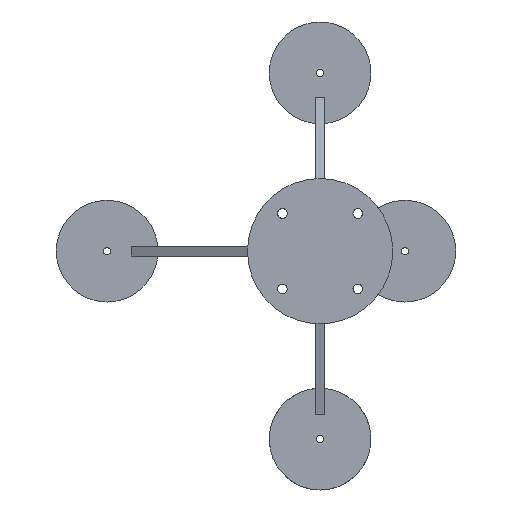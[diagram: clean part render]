
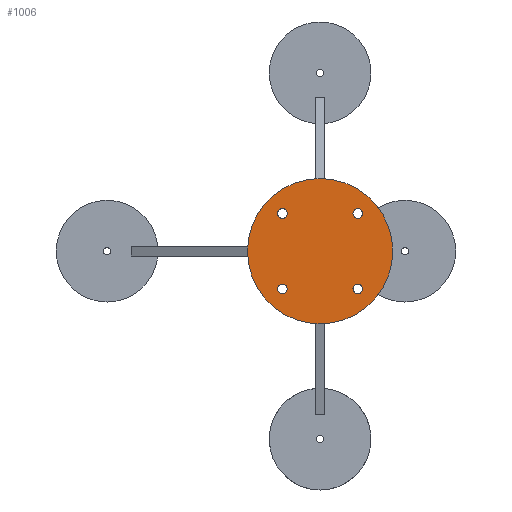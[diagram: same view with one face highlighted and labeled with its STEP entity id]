
A CAD part, front view. The second image highlights one B-rep face of the part: STEP entity #1006.
In plain terms, the highlighted planar face has unit normal (0, -1, 0).
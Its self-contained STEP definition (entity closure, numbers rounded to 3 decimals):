
#24 = CARTESIAN_POINT ( 'NONE',  ( 0., 0., 0. ) ) ;
#25 = EDGE_LOOP ( 'NONE', ( #558, #1551 ) ) ;
#58 = ORIENTED_EDGE ( 'NONE', *, *, #255, .F. ) ;
#70 = CARTESIAN_POINT ( 'NONE',  ( 7.778, 0., -6.778 ) ) ;
#103 = CARTESIAN_POINT ( 'NONE',  ( -7.778, 0., -7.778 ) ) ;
#113 = EDGE_LOOP ( 'NONE', ( #58, #1072 ) ) ;
#120 = FACE_OUTER_BOUND ( 'NONE', #113, .T. ) ;
#127 = FACE_BOUND ( 'NONE', #233, .T. ) ;
#133 = CARTESIAN_POINT ( 'NONE',  ( 7.778, 0., 8.778 ) ) ;
#174 = DIRECTION ( 'NONE',  ( 0., 1., 0. ) ) ;
#176 = AXIS2_PLACEMENT_3D ( 'NONE', #1364, #240, #1245 ) ;
#187 = AXIS2_PLACEMENT_3D ( 'NONE', #24, #1592, #592 ) ;
#199 = CIRCLE ( 'NONE', #1398, 1. ) ;
#209 = CIRCLE ( 'NONE', #266, 1. ) ;
#210 = VERTEX_POINT ( 'NONE', #983 ) ;
#233 = EDGE_LOOP ( 'NONE', ( #1480, #804 ) ) ;
#240 = DIRECTION ( 'NONE',  ( 0., 1., 0. ) ) ;
#241 = CIRCLE ( 'NONE', #480, 1. ) ;
#247 = CARTESIAN_POINT ( 'NONE',  ( 7.778, 0., -7.778 ) ) ;
#253 = DIRECTION ( 'NONE',  ( 0., 0., 1. ) ) ;
#255 = EDGE_CURVE ( 'NONE', #265, #1715, #980, .T. ) ;
#259 = FACE_BOUND ( 'NONE', #1312, .T. ) ;
#265 = VERTEX_POINT ( 'NONE', #1163 ) ;
#266 = AXIS2_PLACEMENT_3D ( 'NONE', #1577, #174, #1296 ) ;
#270 = AXIS2_PLACEMENT_3D ( 'NONE', #103, #951, #1809 ) ;
#347 = EDGE_LOOP ( 'NONE', ( #914, #1467 ) ) ;
#404 = ORIENTED_EDGE ( 'NONE', *, *, #1803, .T. ) ;
#424 = CARTESIAN_POINT ( 'NONE',  ( -7.778, 0., 7.778 ) ) ;
#440 = EDGE_CURVE ( 'NONE', #1437, #607, #209, .T. ) ;
#480 = AXIS2_PLACEMENT_3D ( 'NONE', #946, #1504, #733 ) ;
#484 = ORIENTED_EDGE ( 'NONE', *, *, #440, .T. ) ;
#486 = VERTEX_POINT ( 'NONE', #801 ) ;
#515 = AXIS2_PLACEMENT_3D ( 'NONE', #523, #936, #1643 ) ;
#516 = EDGE_CURVE ( 'NONE', #1020, #486, #1288, .T. ) ;
#523 = CARTESIAN_POINT ( 'NONE',  ( 7.778, 0., 7.778 ) ) ;
#543 = CIRCLE ( 'NONE', #1260, 1. ) ;
#557 = EDGE_CURVE ( 'NONE', #1715, #265, #1517, .T. ) ;
#558 = ORIENTED_EDGE ( 'NONE', *, *, #1685, .T. ) ;
#561 = DIRECTION ( 'NONE',  ( 0., 1., 0. ) ) ;
#589 = CARTESIAN_POINT ( 'NONE',  ( -7.778, 0., -6.778 ) ) ;
#592 = DIRECTION ( 'NONE',  ( 0., 0., 1. ) ) ;
#607 = VERTEX_POINT ( 'NONE', #649 ) ;
#630 = VERTEX_POINT ( 'NONE', #1387 ) ;
#649 = CARTESIAN_POINT ( 'NONE',  ( -7.778, 0., 6.778 ) ) ;
#686 = CIRCLE ( 'NONE', #270, 1. ) ;
#695 = CARTESIAN_POINT ( 'NONE',  ( 0., 0., 0. ) ) ;
#698 = DIRECTION ( 'NONE',  ( 0., 1., 0. ) ) ;
#719 = CIRCLE ( 'NONE', #1751, 1. ) ;
#726 = EDGE_CURVE ( 'NONE', #486, #1020, #719, .T. ) ;
#733 = DIRECTION ( 'NONE',  ( 0., 0., 1. ) ) ;
#801 = CARTESIAN_POINT ( 'NONE',  ( 7.778, 0., 6.778 ) ) ;
#804 = ORIENTED_EDGE ( 'NONE', *, *, #1677, .T. ) ;
#914 = ORIENTED_EDGE ( 'NONE', *, *, #726, .T. ) ;
#936 = DIRECTION ( 'NONE',  ( 0., 1., 0. ) ) ;
#937 = CARTESIAN_POINT ( 'NONE',  ( 0., 0., 15. ) ) ;
#945 = CARTESIAN_POINT ( 'NONE',  ( 0., 0., 0. ) ) ;
#946 = CARTESIAN_POINT ( 'NONE',  ( -7.778, 0., -7.778 ) ) ;
#951 = DIRECTION ( 'NONE',  ( 0., 1., 0. ) ) ;
#980 = CIRCLE ( 'NONE', #187, 15. ) ;
#983 = CARTESIAN_POINT ( 'NONE',  ( -7.778, 0., -8.778 ) ) ;
#1006 = ADVANCED_FACE ( 'NONE', ( #120, #1524, #127, #259, #1670 ), #1105, .F. ) ;
#1020 = VERTEX_POINT ( 'NONE', #133 ) ;
#1072 = ORIENTED_EDGE ( 'NONE', *, *, #557, .F. ) ;
#1088 = AXIS2_PLACEMENT_3D ( 'NONE', #695, #561, #1248 ) ;
#1105 = PLANE ( 'NONE',  #1088 ) ;
#1110 = AXIS2_PLACEMENT_3D ( 'NONE', #945, #1652, #253 ) ;
#1130 = CARTESIAN_POINT ( 'NONE',  ( 7.778, 0., 7.778 ) ) ;
#1148 = DIRECTION ( 'NONE',  ( 0., 0., 1. ) ) ;
#1163 = CARTESIAN_POINT ( 'NONE',  ( 0., 0., -15. ) ) ;
#1245 = DIRECTION ( 'NONE',  ( 0., 0., 1. ) ) ;
#1248 = DIRECTION ( 'NONE',  ( 0., 0., 1. ) ) ;
#1260 = AXIS2_PLACEMENT_3D ( 'NONE', #247, #1667, #1662 ) ;
#1288 = CIRCLE ( 'NONE', #515, 1. ) ;
#1296 = DIRECTION ( 'NONE',  ( 0., 0., 1. ) ) ;
#1312 = EDGE_LOOP ( 'NONE', ( #404, #484 ) ) ;
#1324 = CIRCLE ( 'NONE', #176, 1. ) ;
#1361 = CARTESIAN_POINT ( 'NONE',  ( -7.778, 0., 8.778 ) ) ;
#1364 = CARTESIAN_POINT ( 'NONE',  ( 7.778, 0., -7.778 ) ) ;
#1374 = VERTEX_POINT ( 'NONE', #70 ) ;
#1387 = CARTESIAN_POINT ( 'NONE',  ( 7.778, 0., -8.778 ) ) ;
#1398 = AXIS2_PLACEMENT_3D ( 'NONE', #424, #1576, #1148 ) ;
#1437 = VERTEX_POINT ( 'NONE', #1361 ) ;
#1467 = ORIENTED_EDGE ( 'NONE', *, *, #516, .T. ) ;
#1480 = ORIENTED_EDGE ( 'NONE', *, *, #1773, .T. ) ;
#1504 = DIRECTION ( 'NONE',  ( 0., 1., 0. ) ) ;
#1517 = CIRCLE ( 'NONE', #1110, 15. ) ;
#1524 = FACE_BOUND ( 'NONE', #25, .T. ) ;
#1551 = ORIENTED_EDGE ( 'NONE', *, *, #1650, .T. ) ;
#1565 = DIRECTION ( 'NONE',  ( 0., 0., 1. ) ) ;
#1576 = DIRECTION ( 'NONE',  ( 0., 1., 0. ) ) ;
#1577 = CARTESIAN_POINT ( 'NONE',  ( -7.778, 0., 7.778 ) ) ;
#1592 = DIRECTION ( 'NONE',  ( 0., 1., 0. ) ) ;
#1643 = DIRECTION ( 'NONE',  ( 0., 0., 1. ) ) ;
#1650 = EDGE_CURVE ( 'NONE', #1374, #630, #1324, .T. ) ;
#1652 = DIRECTION ( 'NONE',  ( 0., 1., 0. ) ) ;
#1662 = DIRECTION ( 'NONE',  ( 0., 0., 1. ) ) ;
#1667 = DIRECTION ( 'NONE',  ( 0., 1., 0. ) ) ;
#1670 = FACE_BOUND ( 'NONE', #347, .T. ) ;
#1677 = EDGE_CURVE ( 'NONE', #1786, #210, #686, .T. ) ;
#1685 = EDGE_CURVE ( 'NONE', #630, #1374, #543, .T. ) ;
#1715 = VERTEX_POINT ( 'NONE', #937 ) ;
#1751 = AXIS2_PLACEMENT_3D ( 'NONE', #1130, #698, #1565 ) ;
#1773 = EDGE_CURVE ( 'NONE', #210, #1786, #241, .T. ) ;
#1786 = VERTEX_POINT ( 'NONE', #589 ) ;
#1803 = EDGE_CURVE ( 'NONE', #607, #1437, #199, .T. ) ;
#1809 = DIRECTION ( 'NONE',  ( 0., 0., 1. ) ) ;
